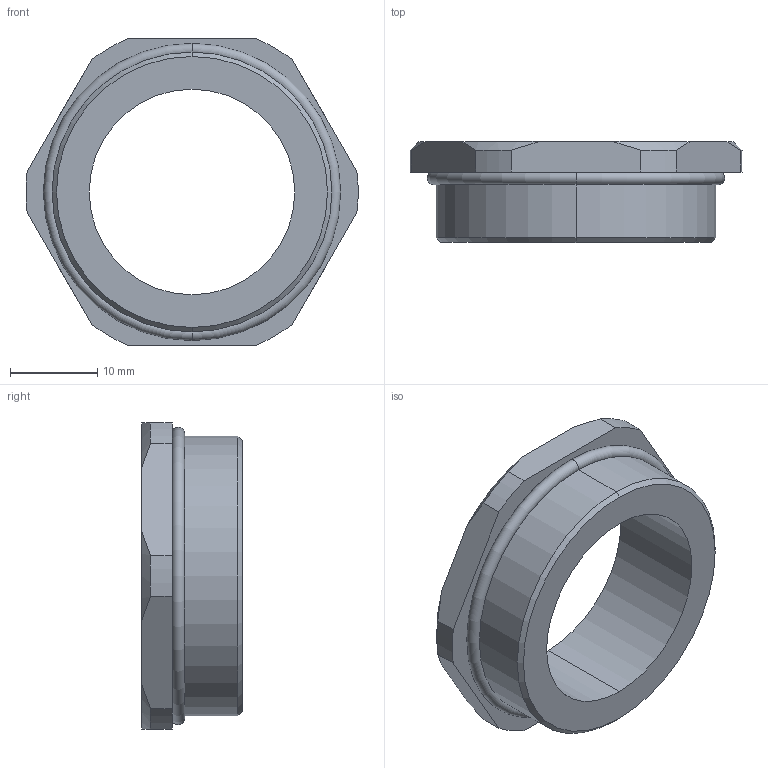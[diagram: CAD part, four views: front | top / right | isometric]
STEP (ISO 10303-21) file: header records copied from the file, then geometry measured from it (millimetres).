
FILE_DESCRIPTION (( 'STEP AP203' ), '1' );
FILE_NAME ('WNSC-M32M25.STP', '2017-10-18T02:32:36', ( '微软用户' ), ( '微软中国' ), 'SwSTEP 2.0', 'SolidWorks 2012', '' );
FILE_SCHEMA (( 'CONFIG_CONTROL_DESIGN' ));
Length unit declared in the file: millimetre
Products named in the file (1): WNSC-M32M25
Bounding box: 37.97 x 11.5 x 35 mm (x, y, z)
Volume: 5195.1 mm3; surface area: 3259.5 mm2
Topology: 1 solids, 1 shells, 29 faces, 74 edges, 48 vertices
Faces by surface type: cylinder 10, plane 9, cone 8, torus 2
Entity records: 985 total; most frequent: CARTESIAN_POINT 192, DIRECTION 154, ORIENTED_EDGE 148, EDGE_CURVE 74, AXIS2_PLACEMENT_3D 62, VERTEX_POINT 48, CIRCLE 32, EDGE_LOOP 32
